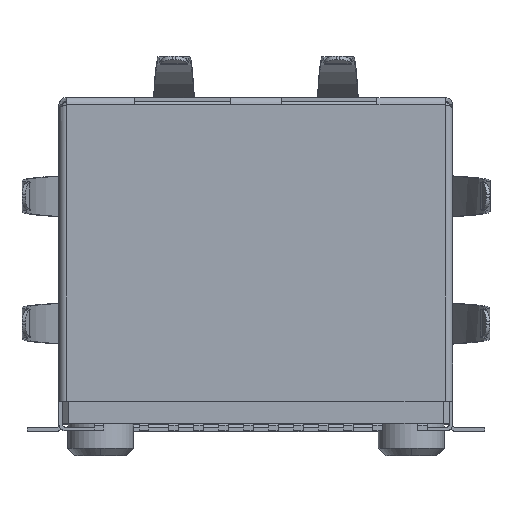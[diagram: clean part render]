
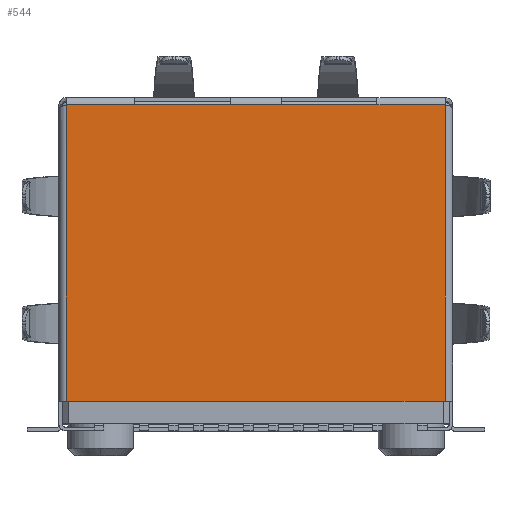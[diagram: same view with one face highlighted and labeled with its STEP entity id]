
A CAD part, top view. The second image highlights one B-rep face of the part: STEP entity #544.
In plain terms, the highlighted planar face has unit normal (0, 0, 1).
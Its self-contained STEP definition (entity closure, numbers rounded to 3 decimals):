
#138 = CARTESIAN_POINT ( 'NONE',  ( 1.05, 13.31, 12.35 ) ) ;
#160 = EDGE_CURVE ( 'NONE', #3720, #12674, #7586, .T. ) ;
#400 = VERTEX_POINT ( 'NONE', #7072 ) ;
#411 = VECTOR ( 'NONE', #14012, 1000. ) ;
#544 = ADVANCED_FACE ( 'NONE', ( #2623 ), #15084, .F. ) ;
#774 = DIRECTION ( 'NONE',  ( 0., 1., 0. ) ) ;
#1075 = DIRECTION ( 'NONE',  ( -1., 0., 0. ) ) ;
#1912 = CARTESIAN_POINT ( 'NONE',  ( -7.75, 1.2, 12.35 ) ) ;
#2025 = CARTESIAN_POINT ( 'NONE',  ( -1.05, 13.31, 12.35 ) ) ;
#2338 = DIRECTION ( 'NONE',  ( 1., 0., 0. ) ) ;
#2623 = FACE_OUTER_BOUND ( 'NONE', #9462, .T. ) ;
#3047 = VECTOR ( 'NONE', #7738, 1000. ) ;
#3281 = LINE ( 'NONE', #6190, #411 ) ;
#3628 = CARTESIAN_POINT ( 'NONE',  ( -7.75, 13.31, 12.35 ) ) ;
#3720 = VERTEX_POINT ( 'NONE', #11043 ) ;
#3843 = CARTESIAN_POINT ( 'NONE',  ( 4.95, 13.31, 12.35 ) ) ;
#4010 = DIRECTION ( 'NONE',  ( -1., 0., 0. ) ) ;
#4946 = ORIENTED_EDGE ( 'NONE', *, *, #160, .T. ) ;
#4947 = ORIENTED_EDGE ( 'NONE', *, *, #9013, .T. ) ;
#5525 = EDGE_CURVE ( 'NONE', #8728, #14003, #3281, .T. ) ;
#6190 = CARTESIAN_POINT ( 'NONE',  ( 8.05, 1.2, 12.35 ) ) ;
#6606 = ORIENTED_EDGE ( 'NONE', *, *, #10014, .F. ) ;
#7072 = CARTESIAN_POINT ( 'NONE',  ( 7.75, 13.31, 12.35 ) ) ;
#7395 = EDGE_CURVE ( 'NONE', #12674, #14003, #17522, .T. ) ;
#7586 = LINE ( 'NONE', #9334, #10266 ) ;
#7738 = DIRECTION ( 'NONE',  ( -1., 0., 0. ) ) ;
#8266 = VECTOR ( 'NONE', #14423, 1000. ) ;
#8287 = DIRECTION ( 'NONE',  ( 0., -1., 0. ) ) ;
#8645 = CARTESIAN_POINT ( 'NONE',  ( -4.95, 13.31, 12.35 ) ) ;
#8728 = VERTEX_POINT ( 'NONE', #16626 ) ;
#9013 = EDGE_CURVE ( 'NONE', #400, #14785, #19805, .T. ) ;
#9334 = CARTESIAN_POINT ( 'NONE',  ( 8.05, 13.31, 12.35 ) ) ;
#9377 = VERTEX_POINT ( 'NONE', #138 ) ;
#9462 = EDGE_LOOP ( 'NONE', ( #9806, #10403, #10743, #4947, #16021, #19557, #6606, #4946 ) ) ;
#9806 = ORIENTED_EDGE ( 'NONE', *, *, #7395, .T. ) ;
#9979 = CARTESIAN_POINT ( 'NONE',  ( 4.95, 13.31, 12.35 ) ) ;
#10014 = EDGE_CURVE ( 'NONE', #3720, #12710, #14620, .T. ) ;
#10171 = VECTOR ( 'NONE', #4010, 1000. ) ;
#10266 = VECTOR ( 'NONE', #10462, 1000. ) ;
#10403 = ORIENTED_EDGE ( 'NONE', *, *, #5525, .F. ) ;
#10462 = DIRECTION ( 'NONE',  ( -1., 0., 0. ) ) ;
#10608 = VECTOR ( 'NONE', #774, 1000. ) ;
#10743 = ORIENTED_EDGE ( 'NONE', *, *, #13862, .T. ) ;
#11043 = CARTESIAN_POINT ( 'NONE',  ( -4.95, 13.31, 12.35 ) ) ;
#11114 = VECTOR ( 'NONE', #2338, 1000. ) ;
#11269 = CARTESIAN_POINT ( 'NONE',  ( -7.75, 13.31, 12.35 ) ) ;
#11444 = CARTESIAN_POINT ( 'NONE',  ( 8.05, 13.31, 12.35 ) ) ;
#12674 = VERTEX_POINT ( 'NONE', #11269 ) ;
#12710 = VERTEX_POINT ( 'NONE', #2025 ) ;
#13177 = LINE ( 'NONE', #3843, #11114 ) ;
#13471 = CARTESIAN_POINT ( 'NONE',  ( 7.75, 0., 12.35 ) ) ;
#13725 = CARTESIAN_POINT ( 'NONE',  ( 8.05, 13.31, 12.35 ) ) ;
#13862 = EDGE_CURVE ( 'NONE', #8728, #400, #19444, .T. ) ;
#14003 = VERTEX_POINT ( 'NONE', #1912 ) ;
#14012 = DIRECTION ( 'NONE',  ( -1., 0., 0. ) ) ;
#14423 = DIRECTION ( 'NONE',  ( 1., 0., 0. ) ) ;
#14620 = LINE ( 'NONE', #8645, #8266 ) ;
#14785 = VERTEX_POINT ( 'NONE', #9979 ) ;
#14986 = DIRECTION ( 'NONE',  ( 0., 0., -1. ) ) ;
#15084 = PLANE ( 'NONE',  #19327 ) ;
#16021 = ORIENTED_EDGE ( 'NONE', *, *, #18434, .F. ) ;
#16299 = LINE ( 'NONE', #11444, #10171 ) ;
#16626 = CARTESIAN_POINT ( 'NONE',  ( 7.75, 1.2, 12.35 ) ) ;
#17522 = LINE ( 'NONE', #3628, #18317 ) ;
#18317 = VECTOR ( 'NONE', #8287, 1000. ) ;
#18434 = EDGE_CURVE ( 'NONE', #9377, #14785, #13177, .T. ) ;
#19242 = EDGE_CURVE ( 'NONE', #9377, #12710, #16299, .T. ) ;
#19327 = AXIS2_PLACEMENT_3D ( 'NONE', #19733, #14986, #1075 ) ;
#19444 = LINE ( 'NONE', #13471, #10608 ) ;
#19557 = ORIENTED_EDGE ( 'NONE', *, *, #19242, .T. ) ;
#19733 = CARTESIAN_POINT ( 'NONE',  ( 8.05, 13.61, 12.35 ) ) ;
#19805 = LINE ( 'NONE', #13725, #3047 ) ;
